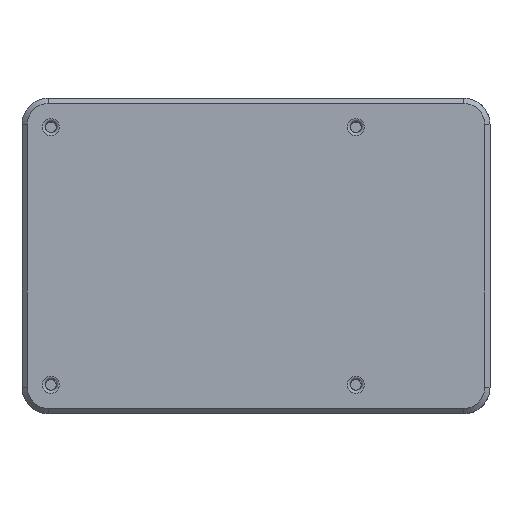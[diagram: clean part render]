
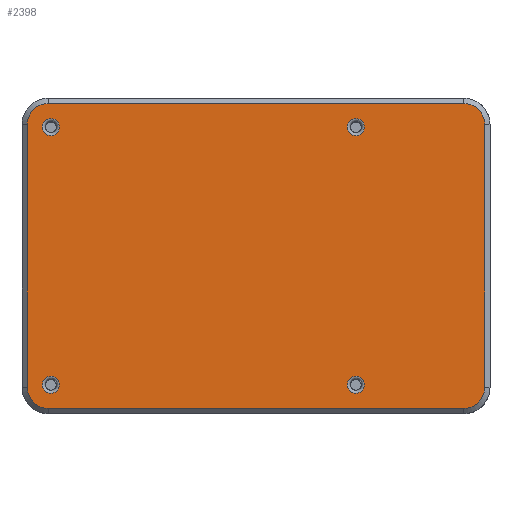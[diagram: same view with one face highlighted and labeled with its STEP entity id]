
A CAD part, top view. The second image highlights one B-rep face of the part: STEP entity #2398.
In plain terms, the highlighted planar face has unit normal (0, 0, 1).
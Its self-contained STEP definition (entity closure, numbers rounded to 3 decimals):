
#21=FACE_BOUND('',#353,.T.);
#22=FACE_BOUND('',#354,.T.);
#23=FACE_BOUND('',#355,.T.);
#24=FACE_BOUND('',#356,.T.);
#105=PLANE('',#2616);
#213=FACE_OUTER_BOUND('',#352,.T.);
#352=EDGE_LOOP('',(#1903,#1904,#1905,#1906,#1907,#1908,#1909,#1910));
#353=EDGE_LOOP('',(#1911));
#354=EDGE_LOOP('',(#1912));
#355=EDGE_LOOP('',(#1913));
#356=EDGE_LOOP('',(#1914));
#536=LINE('',#4016,#741);
#537=LINE('',#4020,#742);
#538=LINE('',#4024,#743);
#539=LINE('',#4028,#744);
#741=VECTOR('',#3158,10.);
#742=VECTOR('',#3161,10.);
#743=VECTOR('',#3164,10.);
#744=VECTOR('',#3167,10.);
#908=CIRCLE('',#2613,1.625);
#911=CIRCLE('',#2617,4.);
#912=CIRCLE('',#2618,4.);
#913=CIRCLE('',#2619,4.);
#914=CIRCLE('',#2620,4.);
#915=CIRCLE('',#2621,1.625);
#916=CIRCLE('',#2622,1.625);
#917=CIRCLE('',#2623,1.625);
#1108=VERTEX_POINT('',#4008);
#1110=VERTEX_POINT('',#4014);
#1111=VERTEX_POINT('',#4015);
#1112=VERTEX_POINT('',#4017);
#1113=VERTEX_POINT('',#4019);
#1114=VERTEX_POINT('',#4021);
#1115=VERTEX_POINT('',#4023);
#1116=VERTEX_POINT('',#4025);
#1117=VERTEX_POINT('',#4027);
#1118=VERTEX_POINT('',#4030);
#1119=VERTEX_POINT('',#4032);
#1120=VERTEX_POINT('',#4034);
#1401=EDGE_CURVE('',#1108,#1108,#908,.T.);
#1404=EDGE_CURVE('',#1110,#1111,#536,.T.);
#1405=EDGE_CURVE('',#1112,#1110,#911,.T.);
#1406=EDGE_CURVE('',#1113,#1112,#537,.T.);
#1407=EDGE_CURVE('',#1114,#1113,#912,.T.);
#1408=EDGE_CURVE('',#1115,#1114,#538,.T.);
#1409=EDGE_CURVE('',#1116,#1115,#913,.T.);
#1410=EDGE_CURVE('',#1117,#1116,#539,.T.);
#1411=EDGE_CURVE('',#1111,#1117,#914,.T.);
#1412=EDGE_CURVE('',#1118,#1118,#915,.T.);
#1413=EDGE_CURVE('',#1119,#1119,#916,.T.);
#1414=EDGE_CURVE('',#1120,#1120,#917,.T.);
#1903=ORIENTED_EDGE('',*,*,#1404,.F.);
#1904=ORIENTED_EDGE('',*,*,#1405,.F.);
#1905=ORIENTED_EDGE('',*,*,#1406,.F.);
#1906=ORIENTED_EDGE('',*,*,#1407,.F.);
#1907=ORIENTED_EDGE('',*,*,#1408,.F.);
#1908=ORIENTED_EDGE('',*,*,#1409,.F.);
#1909=ORIENTED_EDGE('',*,*,#1410,.F.);
#1910=ORIENTED_EDGE('',*,*,#1411,.F.);
#1911=ORIENTED_EDGE('',*,*,#1412,.F.);
#1912=ORIENTED_EDGE('',*,*,#1413,.F.);
#1913=ORIENTED_EDGE('',*,*,#1414,.F.);
#1914=ORIENTED_EDGE('',*,*,#1401,.F.);
#2398=ADVANCED_FACE('',(#213,#21,#22,#23,#24),#105,.T.);
#2613=AXIS2_PLACEMENT_3D('',#4009,#3150,#3151);
#2616=AXIS2_PLACEMENT_3D('',#4013,#3156,#3157);
#2617=AXIS2_PLACEMENT_3D('',#4018,#3159,#3160);
#2618=AXIS2_PLACEMENT_3D('',#4022,#3162,#3163);
#2619=AXIS2_PLACEMENT_3D('',#4026,#3165,#3166);
#2620=AXIS2_PLACEMENT_3D('',#4029,#3168,#3169);
#2621=AXIS2_PLACEMENT_3D('',#4031,#3170,#3171);
#2622=AXIS2_PLACEMENT_3D('',#4033,#3172,#3173);
#2623=AXIS2_PLACEMENT_3D('',#4035,#3174,#3175);
#3150=DIRECTION('center_axis',(0.,0.,1.));
#3151=DIRECTION('ref_axis',(-1.,0.,0.));
#3156=DIRECTION('center_axis',(0.,0.,1.));
#3157=DIRECTION('ref_axis',(1.,0.,0.));
#3158=DIRECTION('',(-1.,0.,0.));
#3159=DIRECTION('center_axis',(0.,0.,-1.));
#3160=DIRECTION('ref_axis',(0.,-1.,0.));
#3161=DIRECTION('',(0.,-1.,0.));
#3162=DIRECTION('center_axis',(0.,0.,-1.));
#3163=DIRECTION('ref_axis',(1.,0.,0.));
#3164=DIRECTION('',(1.,0.,0.));
#3165=DIRECTION('center_axis',(0.,0.,-1.));
#3166=DIRECTION('ref_axis',(0.,1.,0.));
#3167=DIRECTION('',(0.,1.,0.));
#3168=DIRECTION('center_axis',(0.,0.,-1.));
#3169=DIRECTION('ref_axis',(-1.,0.,0.));
#3170=DIRECTION('center_axis',(0.,0.,1.));
#3171=DIRECTION('ref_axis',(-1.,0.,0.));
#3172=DIRECTION('center_axis',(0.,0.,1.));
#3173=DIRECTION('ref_axis',(-1.,0.,0.));
#3174=DIRECTION('center_axis',(0.,0.,1.));
#3175=DIRECTION('ref_axis',(-1.,0.,0.));
#4008=CARTESIAN_POINT('',(63.125,52.5,20.));
#4009=CARTESIAN_POINT('Origin',(61.5,52.5,20.));
#4013=CARTESIAN_POINT('Origin',(42.5,28.,20.));
#4014=CARTESIAN_POINT('',(82.,-1.,20.));
#4015=CARTESIAN_POINT('',(3.,-1.,20.));
#4016=CARTESIAN_POINT('',(22.75,-1.,20.));
#4017=CARTESIAN_POINT('',(86.,3.,20.));
#4018=CARTESIAN_POINT('Origin',(82.,3.,20.));
#4019=CARTESIAN_POINT('',(86.,53.,20.));
#4020=CARTESIAN_POINT('',(86.,15.5,20.));
#4021=CARTESIAN_POINT('',(82.,57.,20.));
#4022=CARTESIAN_POINT('Origin',(82.,53.,20.));
#4023=CARTESIAN_POINT('',(3.,57.,20.));
#4024=CARTESIAN_POINT('',(62.25,57.,20.));
#4025=CARTESIAN_POINT('',(-1.,53.,20.));
#4026=CARTESIAN_POINT('Origin',(3.,53.,20.));
#4027=CARTESIAN_POINT('',(-1.,3.,20.));
#4028=CARTESIAN_POINT('',(-1.,40.5,20.));
#4029=CARTESIAN_POINT('Origin',(3.,3.,20.));
#4030=CARTESIAN_POINT('',(63.125,3.5,20.));
#4031=CARTESIAN_POINT('Origin',(61.5,3.5,20.));
#4032=CARTESIAN_POINT('',(5.125,52.5,20.));
#4033=CARTESIAN_POINT('Origin',(3.5,52.5,20.));
#4034=CARTESIAN_POINT('',(5.125,3.5,20.));
#4035=CARTESIAN_POINT('Origin',(3.5,3.5,20.));
